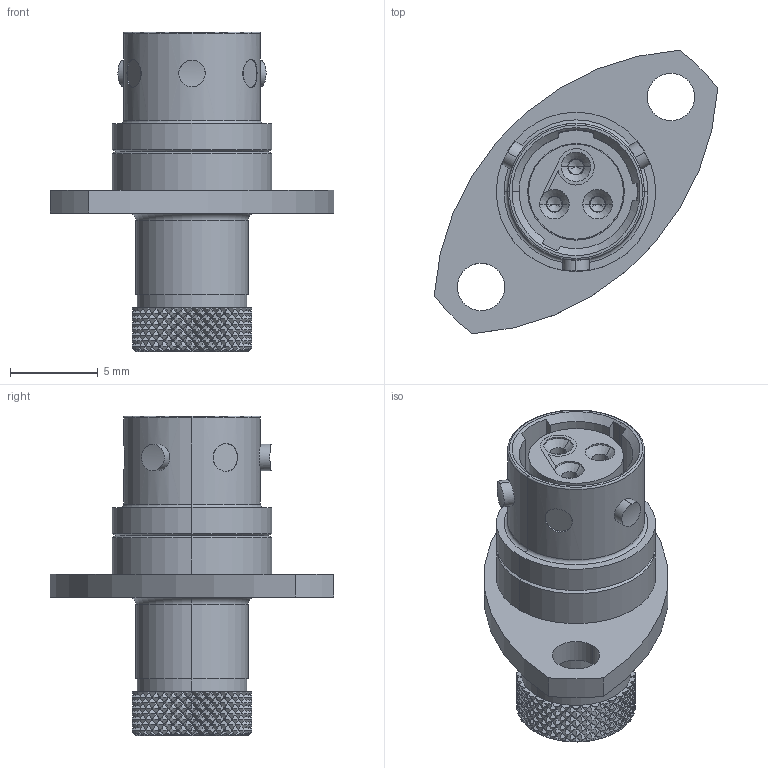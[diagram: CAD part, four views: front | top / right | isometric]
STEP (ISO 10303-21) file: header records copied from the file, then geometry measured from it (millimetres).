
FILE_DESCRIPTION (( 'STEP AP214' ), '1' );
FILE_NAME ('ASX002-03SC-HE.STEP', '2016-04-08T10:23:11', ( 'TE Connectivity' ), ( 'TE Connectivity' ), 'SwSTEP 2.0', 'SolidWorks 2014', '' );
FILE_SCHEMA (( 'AUTOMOTIVE_DESIGN' ));
Length unit declared in the file: millimetre
Products named in the file (1): ASX002-03SC-HE
Bounding box: 16.16 x 16.16 x 18.2 mm (x, y, z)
Volume: 758 mm3; surface area: 1958.7 mm2
Topology: 1 solids, 5 shells, 2031 faces, 4255 edges, 2270 vertices
Faces by surface type: bspline 1189, cylinder 486, plane 151, cone 118, torus 87
Entity records: 136044 total; most frequent: CARTESIAN_POINT 83954, ORIENTED_EDGE 8498, EDGE_CURVE 4249, DIRECTION 3604, VERTEX_POINT 2270, EDGE_LOOP 2093, UNCERTAINTY_MEASURE_WITH_UNIT 2034, COLOUR_RGB 2033
